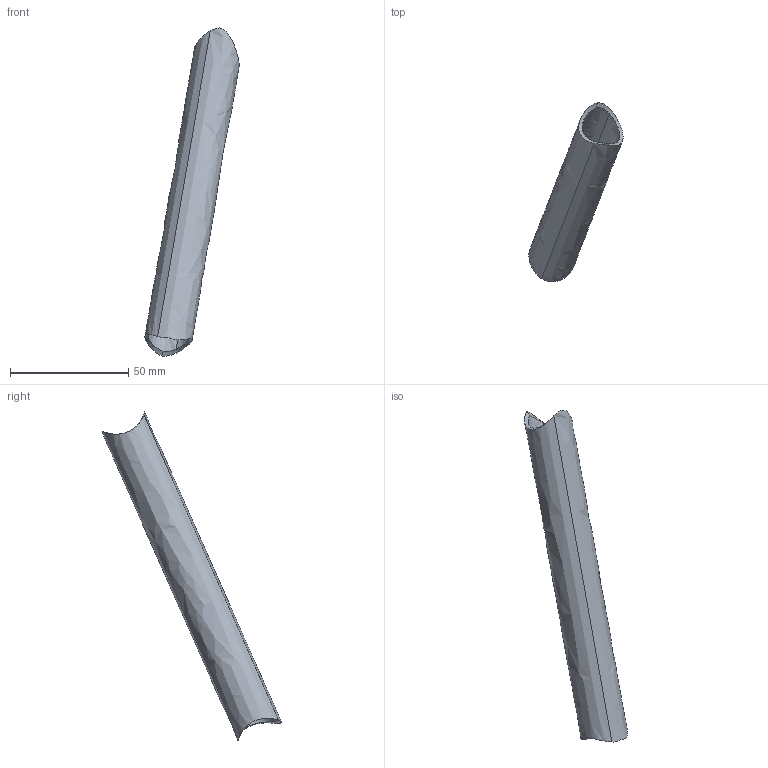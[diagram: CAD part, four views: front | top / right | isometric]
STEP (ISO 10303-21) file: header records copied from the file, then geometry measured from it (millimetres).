
FILE_DESCRIPTION(('CATIA V5 STEP Exchange'),'2;1');
FILE_NAME('39.stp','2017-12-23T18:59:08+00:00',('none'),('none'),'CATIA Version 5 Release 19 SP 2 (IN-10)','CATIA V5 STEP AP203','none');
FILE_SCHEMA(('CONFIG_CONTROL_DESIGN'));
Length unit declared in the file: millimetre
Products named in the file (1): Shape_963
Bounding box: 39.93 x 75.72 x 139.1 mm (x, y, z)
Volume: 11910.1 mm3; surface area: 16110.9 mm2
Topology: 1 solids, 1 shells, 12 faces, 36 edges, 25 vertices
Faces by surface type: extrusion 8, bspline 4
Entity records: 818 total; most frequent: CARTESIAN_POINT 526, ORIENTED_EDGE 72, B_SPLINE_CURVE_WITH_KNOTS 36, EDGE_CURVE 36, VERTEX_POINT 24, DIRECTION 12, VECTOR 12, ADVANCED_FACE 12
